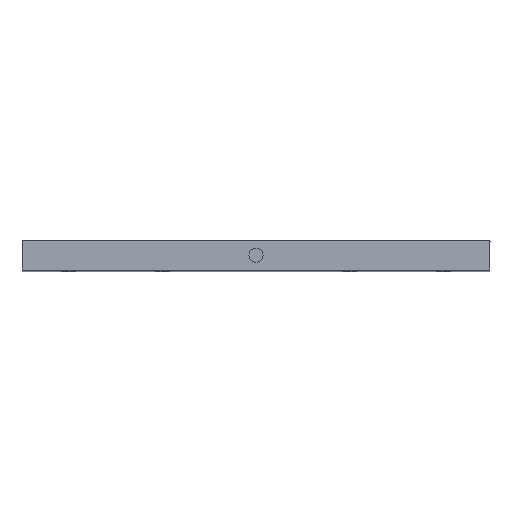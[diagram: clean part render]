
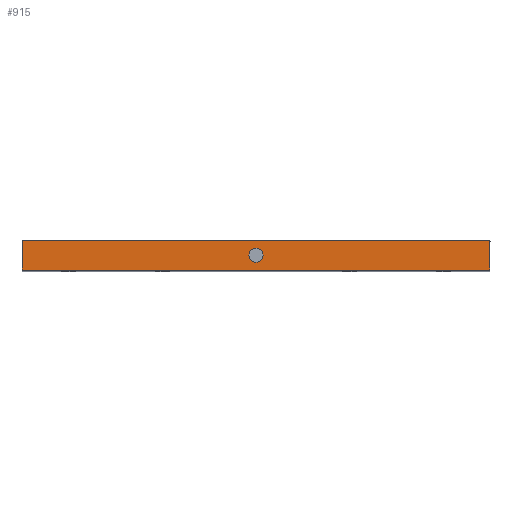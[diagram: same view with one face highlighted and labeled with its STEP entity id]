
A CAD part, top view. The second image highlights one B-rep face of the part: STEP entity #915.
In plain terms, the highlighted planar face has unit normal (0, 0, 1).
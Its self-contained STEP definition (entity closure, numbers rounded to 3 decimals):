
#82=FACE_BOUND('',#287,.T.);
#173=CIRCLE('',#1016,1.5);
#211=FACE_OUTER_BOUND('',#286,.T.);
#286=EDGE_LOOP('',(#785,#786,#787,#788));
#287=EDGE_LOOP('',(#789));
#340=LINE('',#1329,#392);
#341=LINE('',#1398,#393);
#370=LINE('',#1508,#422);
#371=LINE('',#1509,#423);
#392=VECTOR('',#1051,10.);
#393=VECTOR('',#1120,10.);
#422=VECTOR('',#1253,10.);
#423=VECTOR('',#1254,10.);
#440=VERTEX_POINT('',#1319);
#444=VERTEX_POINT('',#1327);
#478=VERTEX_POINT('',#1397);
#505=VERTEX_POINT('',#1501);
#507=VERTEX_POINT('',#1507);
#525=EDGE_CURVE('',#440,#444,#340,.T.);
#559=EDGE_CURVE('',#478,#440,#341,.T.);
#611=EDGE_CURVE('',#505,#505,#173,.T.);
#614=EDGE_CURVE('',#507,#444,#370,.T.);
#615=EDGE_CURVE('',#507,#478,#371,.T.);
#785=ORIENTED_EDGE('',*,*,#525,.T.);
#786=ORIENTED_EDGE('',*,*,#614,.F.);
#787=ORIENTED_EDGE('',*,*,#615,.T.);
#788=ORIENTED_EDGE('',*,*,#559,.T.);
#789=ORIENTED_EDGE('',*,*,#611,.T.);
#882=PLANE('',#1018);
#915=ADVANCED_FACE('',(#211,#82),#882,.F.);
#1016=AXIS2_PLACEMENT_3D('',#1502,#1246,#1247);
#1018=AXIS2_PLACEMENT_3D('',#1506,#1251,#1252);
#1051=DIRECTION('',(1.,0.,0.));
#1120=DIRECTION('',(0.,-1.,0.));
#1246=DIRECTION('center_axis',(0.,0.,-1.));
#1247=DIRECTION('ref_axis',(-1.,0.,0.));
#1251=DIRECTION('center_axis',(0.,0.,-1.));
#1252=DIRECTION('ref_axis',(-1.,0.,0.));
#1253=DIRECTION('',(0.,-1.,0.));
#1254=DIRECTION('',(-1.,0.,0.));
#1319=CARTESIAN_POINT('',(-220.,0.,212.069));
#1327=CARTESIAN_POINT('',(-120.,0.,212.069));
#1329=CARTESIAN_POINT('',(-145.,0.,212.069));
#1397=CARTESIAN_POINT('',(-220.,6.35,212.069));
#1398=CARTESIAN_POINT('',(-220.,26.25,212.069));
#1501=CARTESIAN_POINT('',(-168.5,3.175,212.069));
#1502=CARTESIAN_POINT('Origin',(-170.,3.175,212.069));
#1506=CARTESIAN_POINT('Origin',(-120.,0.,212.069));
#1507=CARTESIAN_POINT('',(-120.,6.35,212.069));
#1508=CARTESIAN_POINT('',(-120.,0.,212.069));
#1509=CARTESIAN_POINT('',(-145.,6.35,212.069));
